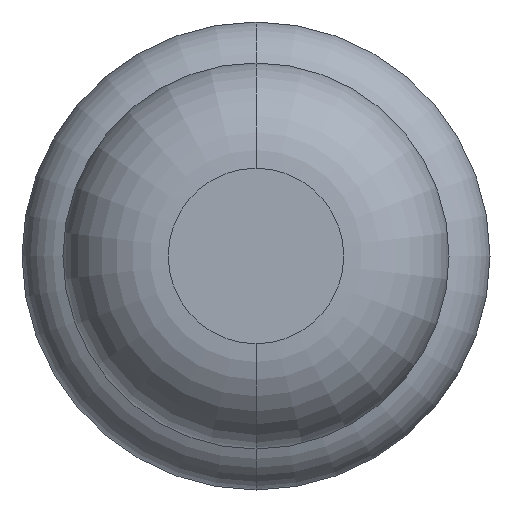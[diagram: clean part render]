
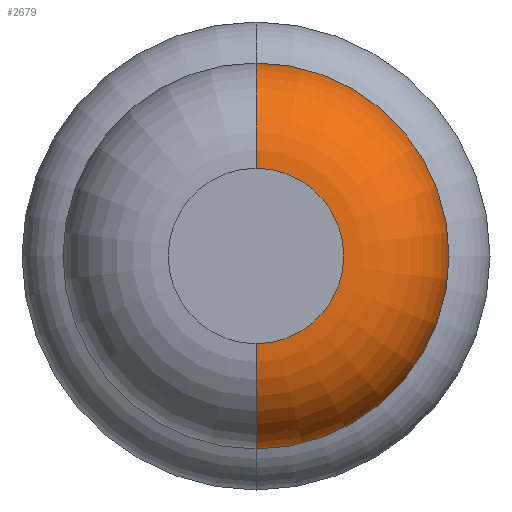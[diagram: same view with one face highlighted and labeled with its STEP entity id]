
A CAD part, front view. The second image highlights one B-rep face of the part: STEP entity #2679.
In plain terms, the highlighted toroidal (fillet/blend) face has major radius 0.375 mm and minor radius 0.45 mm.
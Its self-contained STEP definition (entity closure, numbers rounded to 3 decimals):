
#118 = VERTEX_POINT ( 'NONE', #3119 ) ;
#148 = FACE_OUTER_BOUND ( 'NONE', #346, .T. ) ;
#179 = ORIENTED_EDGE ( 'NONE', *, *, #3910, .F. ) ;
#235 = CARTESIAN_POINT ( 'NONE',  ( 0., -28.55, 0. ) ) ;
#336 = CARTESIAN_POINT ( 'NONE',  ( 0., -28.55, 0.375 ) ) ;
#346 = EDGE_LOOP ( 'NONE', ( #784, #3948, #179, #3514 ) ) ;
#708 = AXIS2_PLACEMENT_3D ( 'NONE', #4220, #2120, #1374 ) ;
#753 = DIRECTION ( 'NONE',  ( 1., 0., 0. ) ) ;
#754 = EDGE_CURVE ( 'Defeature ausgef�hrt1_7+Defeature ausgef�hrt1_6+Defeature ausgef�hrt1_6+Defeature ausgef�hrt1_6', #3249, #2143, #4006, .T. ) ;
#784 = ORIENTED_EDGE ( 'NONE', *, *, #754, .T. ) ;
#951 = CIRCLE ( 'NONE', #4434, 0.825 ) ;
#959 = CIRCLE ( 'NONE', #1503, 0.45 ) ;
#1172 = DIRECTION ( 'NONE',  ( 0., 0., -1. ) ) ;
#1276 = VERTEX_POINT ( 'NONE', #3295 ) ;
#1328 = EDGE_CURVE ( 'NONE', #3249, #118, #959, .T. ) ;
#1374 = DIRECTION ( 'NONE',  ( 0., 0., 1. ) ) ;
#1406 = AXIS2_PLACEMENT_3D ( 'NONE', #2720, #4205, #2424 ) ;
#1503 = AXIS2_PLACEMENT_3D ( 'NONE', #336, #4032, #3667 ) ;
#1779 = AXIS2_PLACEMENT_3D ( 'NONE', #2611, #753, #1172 ) ;
#2120 = DIRECTION ( 'NONE',  ( 0., 1., 0. ) ) ;
#2143 = VERTEX_POINT ( 'NONE', #2182 ) ;
#2182 = CARTESIAN_POINT ( 'NONE',  ( 0., -29., -0.375 ) ) ;
#2424 = DIRECTION ( 'NONE',  ( 0., 0., 1. ) ) ;
#2611 = CARTESIAN_POINT ( 'NONE',  ( 0., -28.55, -0.375 ) ) ;
#2679 = ADVANCED_FACE ( 'Defeature ausgef�hrt1_7', ( #148 ), #3916, .T. ) ;
#2697 = DIRECTION ( 'NONE',  ( 0., 1., 0. ) ) ;
#2704 = CIRCLE ( 'NONE', #1779, 0.45 ) ;
#2720 = CARTESIAN_POINT ( 'NONE',  ( 0., -29., 0. ) ) ;
#3119 = CARTESIAN_POINT ( 'NONE',  ( 0., -28.55, 0.825 ) ) ;
#3158 = EDGE_CURVE ( 'NONE', #2143, #1276, #2704, .T. ) ;
#3249 = VERTEX_POINT ( 'NONE', #3680 ) ;
#3295 = CARTESIAN_POINT ( 'NONE',  ( 0., -28.55, -0.825 ) ) ;
#3514 = ORIENTED_EDGE ( 'NONE', *, *, #1328, .F. ) ;
#3667 = DIRECTION ( 'NONE',  ( 0., 0., 1. ) ) ;
#3680 = CARTESIAN_POINT ( 'NONE',  ( 0., -29., 0.375 ) ) ;
#3910 = EDGE_CURVE ( 'Defeature ausgef�hrt1_8+Defeature ausgef�hrt1_7+Defeature ausgef�hrt1_7+Defeature ausgef�hrt1_7', #118, #1276, #951, .T. ) ;
#3916 = TOROIDAL_SURFACE ( 'NONE', #708, 0.375, 0.45 ) ;
#3948 = ORIENTED_EDGE ( 'NONE', *, *, #3158, .T. ) ;
#4006 = CIRCLE ( 'NONE', #1406, 0.375 ) ;
#4032 = DIRECTION ( 'NONE',  ( -1., 0., 0. ) ) ;
#4050 = DIRECTION ( 'NONE',  ( 0., 0., 1. ) ) ;
#4205 = DIRECTION ( 'NONE',  ( 0., 1., 0. ) ) ;
#4220 = CARTESIAN_POINT ( 'NONE',  ( 0., -28.55, 0. ) ) ;
#4434 = AXIS2_PLACEMENT_3D ( 'NONE', #235, #2697, #4050 ) ;
